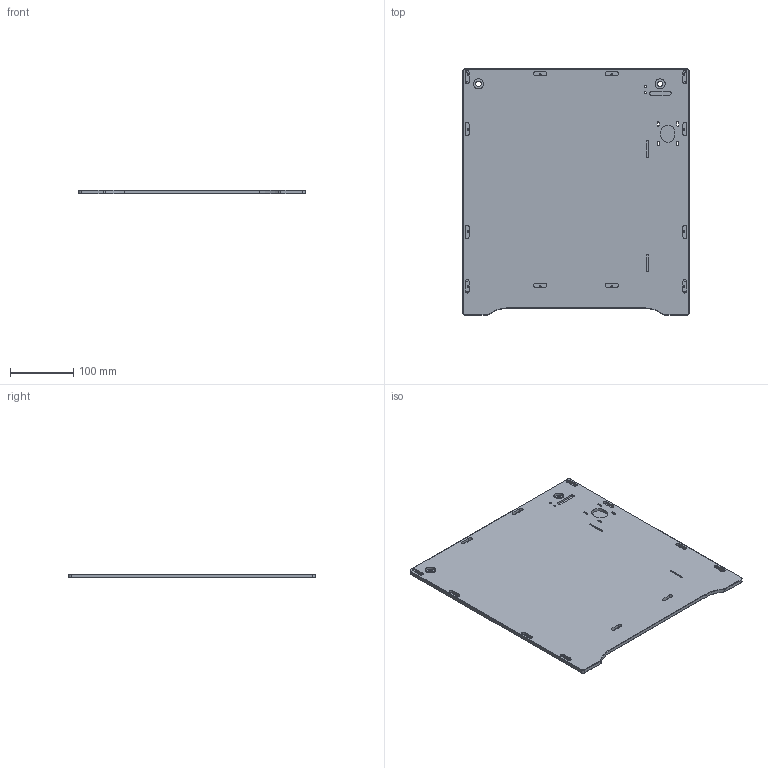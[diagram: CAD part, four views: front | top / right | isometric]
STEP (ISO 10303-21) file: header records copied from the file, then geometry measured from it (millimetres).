
FILE_DESCRIPTION (( 'STEP AP203' ), '1' );
FILE_NAME ('1942-J_0.step', '2017-06-15T07:23:22', ( '' ), ( '' ), 'SwSTEP 2.0', 'SolidWorks 2016', '' );
FILE_SCHEMA (( 'CONFIG_CONTROL_DESIGN' ));
Length unit declared in the file: millimetre
Products named in the file (1): 1942-J_0
Bounding box: 357 x 388.5 x 6 mm (x, y, z)
Volume: 802402.5 mm3; surface area: 284157.3 mm2
Topology: 1 solids, 1 shells, 253 faces, 691 edges, 446 vertices
Faces by surface type: cylinder 125, plane 112, cone 16
Entity records: 8220 total; most frequent: DIRECTION 1489, CARTESIAN_POINT 1391, ORIENTED_EDGE 1382, EDGE_CURVE 691, AXIS2_PLACEMENT_3D 544, VERTEX_POINT 446, VECTOR 401, LINE 401
